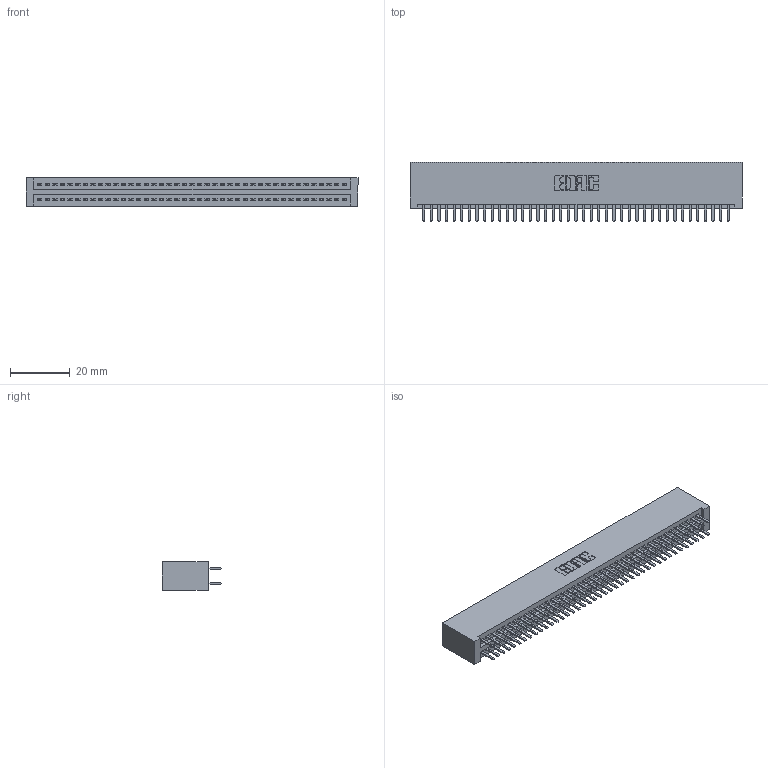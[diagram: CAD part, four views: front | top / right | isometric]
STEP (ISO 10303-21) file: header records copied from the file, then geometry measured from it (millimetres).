
FILE_DESCRIPTION (( 'STEP AP203' ), '1' );
FILE_NAME ('345-082-520-201.STEP', '2019-10-31T21:38:19', ( '' ), ( '' ), 'SwSTEP 2.0', 'SolidWorks 2016', '' );
FILE_SCHEMA (( 'CONFIG_CONTROL_DESIGN' ));
Length unit declared in the file: inch
Products named in the file (3): 345-292-001_345-293-120; 345 Part_No Mounting Lugs; 345-082-520-201
Assembly tree (83 placements, depth 2):
  345-082-520-201
    345 Part_No Mounting Lugs
    345-292-001_345-293-120  x82
Bounding box: 110.74 x 19.68 x 9.4 mm (x, y, z)
Volume: 11328.4 mm3; surface area: 16952.5 mm2
Topology: 83 solids, 83 shells, 4546 faces, 13191 edges, 8574 vertices
Faces by surface type: plane 2946, cylinder 1600
Entity records: 32141 total; most frequent: CARTESIAN_POINT 5400, ORIENTED_EDGE 5322, DIRECTION 4745, EDGE_CURVE 2661, LINE 2369, VECTOR 2369, VERTEX_POINT 1770, AXIS2_PLACEMENT_3D 1188
